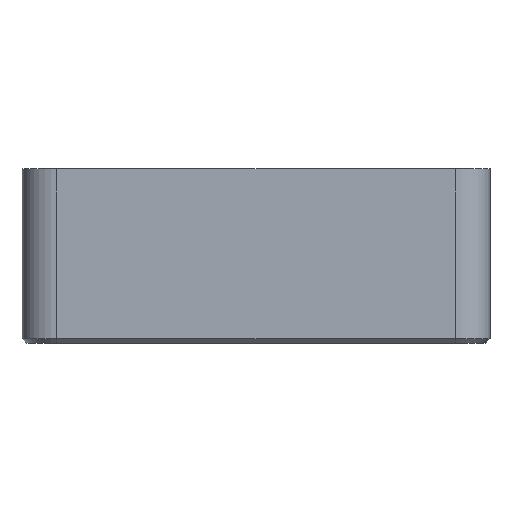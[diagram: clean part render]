
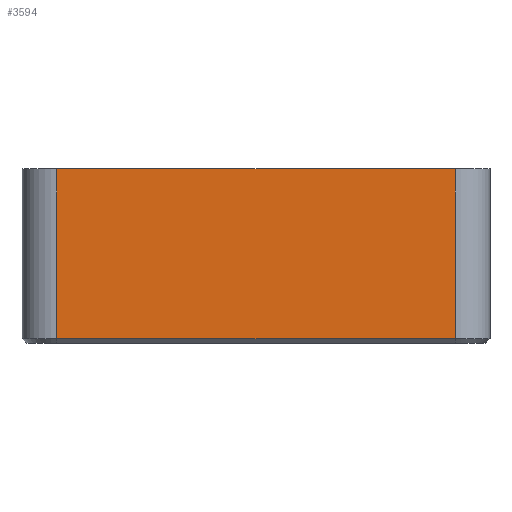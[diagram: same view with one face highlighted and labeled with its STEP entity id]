
A CAD part, front view. The second image highlights one B-rep face of the part: STEP entity #3594.
In plain terms, the highlighted planar face has unit normal (0, -1, 0).
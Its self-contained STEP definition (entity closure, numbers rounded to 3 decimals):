
#261=LINE('',#7073,#483);
#268=LINE('',#7094,#490);
#270=LINE('',#7100,#492);
#271=LINE('',#7101,#493);
#483=VECTOR('',#4735,10.);
#490=VECTOR('',#4760,10.);
#492=VECTOR('',#4766,10.);
#493=VECTOR('',#4767,10.);
#961=FACE_OUTER_BOUND('',#1299,.T.);
#1299=EDGE_LOOP('',(#3157,#3158,#3159,#3160));
#1843=VERTEX_POINT('',#7067);
#1844=VERTEX_POINT('',#7071);
#1849=VERTEX_POINT('',#7093);
#1851=VERTEX_POINT('',#7099);
#2295=EDGE_CURVE('',#1843,#1844,#261,.T.);
#2305=EDGE_CURVE('',#1844,#1849,#268,.T.);
#2308=EDGE_CURVE('',#1843,#1851,#270,.T.);
#2309=EDGE_CURVE('',#1849,#1851,#271,.T.);
#3157=ORIENTED_EDGE('',*,*,#2295,.F.);
#3158=ORIENTED_EDGE('',*,*,#2308,.T.);
#3159=ORIENTED_EDGE('',*,*,#2309,.F.);
#3160=ORIENTED_EDGE('',*,*,#2305,.F.);
#3431=PLANE('',#3953);
#3594=ADVANCED_FACE('',(#961),#3431,.T.);
#3953=AXIS2_PLACEMENT_3D('',#7098,#4764,#4765);
#4735=DIRECTION('',(-1.,0.,0.));
#4760=DIRECTION('',(0.,0.,1.));
#4764=DIRECTION('center_axis',(0.,-1.,0.));
#4765=DIRECTION('ref_axis',(1.,0.,0.));
#4766=DIRECTION('',(0.,0.,1.));
#4767=DIRECTION('',(1.,0.,0.));
#7067=CARTESIAN_POINT('',(-4.,0.,-19.5));
#7071=CARTESIAN_POINT('',(-49.72,0.,-19.5));
#7073=CARTESIAN_POINT('',(-38.29,0.,-19.5));
#7093=CARTESIAN_POINT('',(-49.72,0.,0.));
#7094=CARTESIAN_POINT('',(-49.72,0.,-20.));
#7098=CARTESIAN_POINT('Origin',(-49.72,0.,-20.));
#7099=CARTESIAN_POINT('',(-4.,0.,0.));
#7100=CARTESIAN_POINT('',(-4.,0.,-20.));
#7101=CARTESIAN_POINT('',(-38.29,0.,0.));
